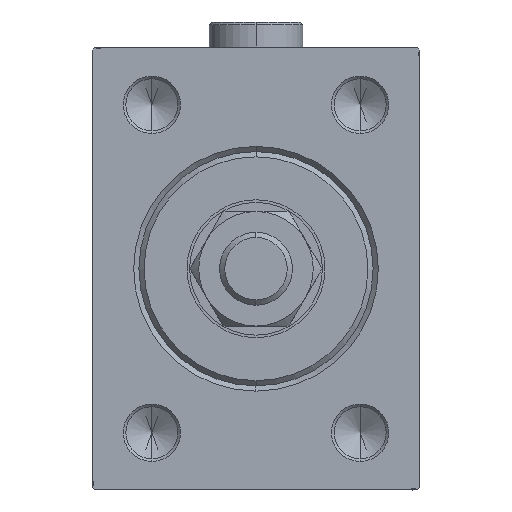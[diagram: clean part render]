
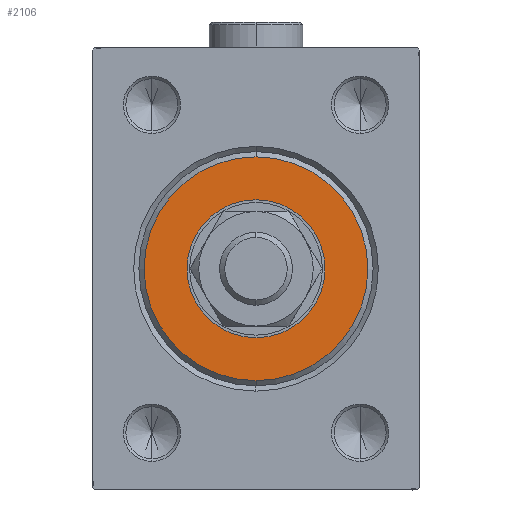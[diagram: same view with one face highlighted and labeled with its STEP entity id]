
A CAD part, left-side view. The second image highlights one B-rep face of the part: STEP entity #2106.
In plain terms, the highlighted face is planar.
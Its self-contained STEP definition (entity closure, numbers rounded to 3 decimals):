
#286 = DIRECTION ( 'NONE',  ( 1., 0., 0. ) ) ;
#2106 = ADVANCED_FACE ( 'NONE', ( #25344, #43942 ), #17487, .T. ) ;
#2993 = CIRCLE ( 'NONE', #7588, 21.5 ) ;
#7384 = CARTESIAN_POINT ( 'NONE',  ( 3., 0., 13.25 ) ) ;
#7588 = AXIS2_PLACEMENT_3D ( 'NONE', #21800, #32537, #43741 ) ;
#8364 = AXIS2_PLACEMENT_3D ( 'NONE', #39610, #21268, #18159 ) ;
#9702 = VERTEX_POINT ( 'NONE', #7384 ) ;
#9765 = DIRECTION ( 'NONE',  ( 1., 0., 0. ) ) ;
#10963 = DIRECTION ( 'NONE',  ( 1., 0., 0. ) ) ;
#11523 = AXIS2_PLACEMENT_3D ( 'NONE', #43706, #286, #43237 ) ;
#15216 = CIRCLE ( 'NONE', #8364, 21.5 ) ;
#15774 = EDGE_LOOP ( 'NONE', ( #42548, #31243 ) ) ;
#17487 = PLANE ( 'NONE',  #11523 ) ;
#18159 = DIRECTION ( 'NONE',  ( 0., 0., -1. ) ) ;
#20964 = CARTESIAN_POINT ( 'NONE',  ( 3., 0., 0. ) ) ;
#21268 = DIRECTION ( 'NONE',  ( 1., 0., 0. ) ) ;
#21800 = CARTESIAN_POINT ( 'NONE',  ( 3., 0., 0. ) ) ;
#21855 = ORIENTED_EDGE ( 'NONE', *, *, #23402, .F. ) ;
#22645 = CIRCLE ( 'NONE', #40120, 13.25 ) ;
#23402 = EDGE_CURVE ( 'NONE', #45604, #9702, #22645, .T. ) ;
#23484 = CARTESIAN_POINT ( 'NONE',  ( 3., 0., -21.5 ) ) ;
#25344 = FACE_OUTER_BOUND ( 'NONE', #15774, .T. ) ;
#28350 = DIRECTION ( 'NONE',  ( 0., 0., -1. ) ) ;
#28624 = EDGE_CURVE ( 'NONE', #29833, #32337, #2993, .T. ) ;
#29332 = CARTESIAN_POINT ( 'NONE',  ( 3., 0., 0. ) ) ;
#29833 = VERTEX_POINT ( 'NONE', #31550 ) ;
#31243 = ORIENTED_EDGE ( 'NONE', *, *, #33946, .T. ) ;
#31550 = CARTESIAN_POINT ( 'NONE',  ( 3., 0., 21.5 ) ) ;
#32003 = ORIENTED_EDGE ( 'NONE', *, *, #44231, .F. ) ;
#32337 = VERTEX_POINT ( 'NONE', #23484 ) ;
#32437 = EDGE_LOOP ( 'NONE', ( #21855, #32003 ) ) ;
#32537 = DIRECTION ( 'NONE',  ( 1., 0., 0. ) ) ;
#33842 = CIRCLE ( 'NONE', #37640, 13.25 ) ;
#33946 = EDGE_CURVE ( 'NONE', #32337, #29833, #15216, .T. ) ;
#37640 = AXIS2_PLACEMENT_3D ( 'NONE', #29332, #10963, #43882 ) ;
#39610 = CARTESIAN_POINT ( 'NONE',  ( 3., 0., 0. ) ) ;
#40120 = AXIS2_PLACEMENT_3D ( 'NONE', #20964, #9765, #28350 ) ;
#42548 = ORIENTED_EDGE ( 'NONE', *, *, #28624, .T. ) ;
#43237 = DIRECTION ( 'NONE',  ( 0., 0., -1. ) ) ;
#43706 = CARTESIAN_POINT ( 'NONE',  ( 3., 0., 0. ) ) ;
#43741 = DIRECTION ( 'NONE',  ( 0., 0., -1. ) ) ;
#43882 = DIRECTION ( 'NONE',  ( 0., 0., -1. ) ) ;
#43942 = FACE_BOUND ( 'NONE', #32437, .T. ) ;
#44231 = EDGE_CURVE ( 'NONE', #9702, #45604, #33842, .T. ) ;
#45604 = VERTEX_POINT ( 'NONE', #46352 ) ;
#46352 = CARTESIAN_POINT ( 'NONE',  ( 3., 0., -13.25 ) ) ;
